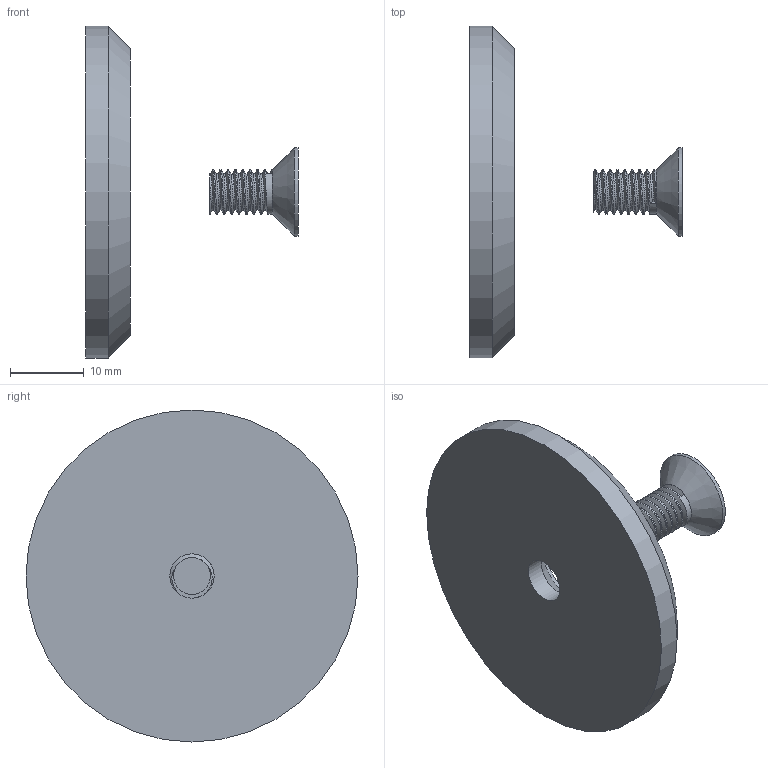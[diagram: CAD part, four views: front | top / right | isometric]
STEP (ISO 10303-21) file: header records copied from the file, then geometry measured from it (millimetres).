
FILE_DESCRIPTION(/* description */ (''),/* implementation_level */ '2;1');
FILE_NAME(/* name */ 'EP45.dxf',/* time_stamp */ '2012-11-23T15:44:17+08:00',/* author */ (''),/* organization */ (''),/* preprocessor_version */ 'ST-DEVELOPER v9',/* originating_system */ 'UGS - NX 4.0',/* authorisation */ '');
FILE_SCHEMA (('CONFIG_CONTROL_DESIGN'));
Length unit declared in the file: millimetre
Products named in the file (1): Admi148Exk5i
Bounding box: 28.75 x 45 x 45 mm (x, y, z)
Volume: 9066.9 mm3; surface area: 4318.2 mm2
Topology: 2 solids, 2 shells, 17 faces, 33 edges, 20 vertices
Faces by surface type: plane 6, cylinder 6, cone 3, bspline 2
Full cylindrical faces by diameter (mm): 6 x1, 12 x2, 45 x1
Entity records: 2591 total; most frequent: CARTESIAN_POINT 2201, DIRECTION 61, ORIENTED_EDGE 50, AXIS2_PLACEMENT_3D 29, EDGE_LOOP 26, EDGE_CURVE 25, VERTEX_POINT 19, ADVANCED_FACE 17
